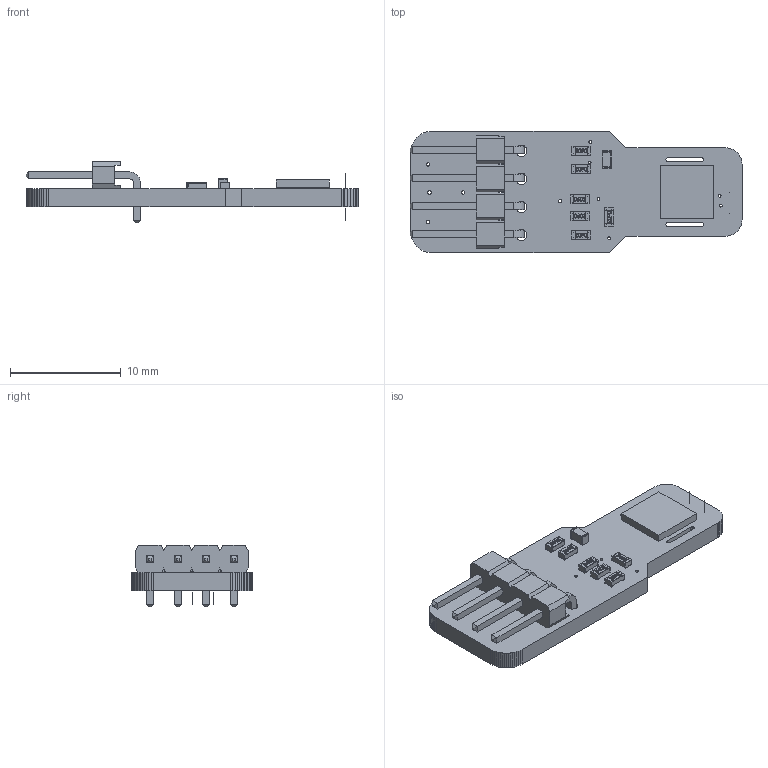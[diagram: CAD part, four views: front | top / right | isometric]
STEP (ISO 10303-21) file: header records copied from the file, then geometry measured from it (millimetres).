
FILE_DESCRIPTION(('PCB Model'),'2;1');
FILE_NAME('EVE ADT7422 STEP.STEP','2021-03-16T08:52:29',('pritesh'),( 'Unspecified'),'Open CASCADE STEP processor 6.8','Proteus','Unknown' );
FILE_SCHEMA(('AUTOMOTIVE_DESIGN { 1 0 10303 214 1 1 1 1 }'));
Length unit declared in the file: millimetre
Products named in the file (57): Open CASCADE STEP translator 6.8 1; Layer_1; U1; Open CASCADE STEP translator 6.8 1.2.1; Body_1; Pin_1; Pin_2; Pin_3; Pin_4; Pin_5; Pin_6; Pin_7; Pin_8; Pin_9; Pin_10; Pin_11; Pin_12; Pin_13; Pin_14; Pin_15; Pin_16; Pin_17; J1; Open CASCADE STEP translator 6.8 1.3.1; Assem1|6130xx11021_PIN#6130xx11021_PIN;6130xx11021_PIN; Assem1|61300411021#61300411021;61300411021; J2; Open CASCADE STEP translator 6.8 1.4.1; J3; C1; Open CASCADE STEP translator 6.8 1.6.1; Part_3; Part_2; Part_1; R1; Open CASCADE STEP translator 6.8 1.7.1; =>[0:1:1:3]; =>[0:1:1:4]; =>[0:1:1:5]; =>[0:1:1:6] ...
Assembly tree (62 placements, depth 5):
  Open CASCADE STEP translator 6.8 1
    Layer_1
    U1
      Open CASCADE STEP translator 6.8 1.2.1
        Body_1
        Pin_1
        Pin_2
        Pin_3
        Pin_4
        Pin_5
        Pin_6
        Pin_7
        Pin_8
        Pin_9
        Pin_10
        Pin_11
        Pin_12
        Pin_13
        Pin_14
        Pin_15
        Pin_16
        Pin_17
    J1
      Open CASCADE STEP translator 6.8 1.3.1
        Body_1
          Assem1|6130xx11021_PIN#6130xx11021_PIN;6130xx11021_PIN
          Assem1|6130xx11021_PIN#6130xx11021_PIN;6130xx11021_PIN
          Assem1|6130xx11021_PIN#6130xx11021_PIN;6130xx11021_PIN
          Assem1|6130xx11021_PIN#6130xx11021_PIN;6130xx11021_PIN
          Assem1|61300411021#61300411021;61300411021
    J2
      Open CASCADE STEP translator 6.8 1.4.1
        Pin_1
    J3
      Open CASCADE STEP translator 6.8 1.4.1
        Pin_1
    C1
      Open CASCADE STEP translator 6.8 1.6.1
        Body_1
          Part_3
          Part_2
          Part_1
    R1
      Open CASCADE STEP translator 6.8 1.7.1
        Body_1
          =>[0:1:1:3]
          =>[0:1:1:4]
          =>[0:1:1:5]
          =>[0:1:1:6]
    R2
      Open CASCADE STEP translator 6.8 1.8.1
        Body_1
          =>[0:1:1:3]
          =>[0:1:1:4]
          =>[0:1:1:5]
          =>[0:1:1:6]
    R3
      Open CASCADE STEP translator 6.8 1.9.1
        Body_1
          =>[0:1:1:3]
Bounding box: 30.04 x 11 x 5.54 mm (x, y, z)
Volume: 565.8 mm3; surface area: 1209.4 mm2
Topology: 53 solids, 53 shells, 1000 faces, 2512 edges, 1644 vertices
Faces by surface type: plane 666, bspline 246, cylinder 72, sphere 16
Entity records: 22080 total; most frequent: CARTESIAN_POINT 5670, ORIENTED_EDGE 2602, DIRECTION 2430, EDGE_CURVE 1301, LINE 1054, VECTOR 1054, VERTEX_POINT 848, AXIS2_PLACEMENT_3D 688
